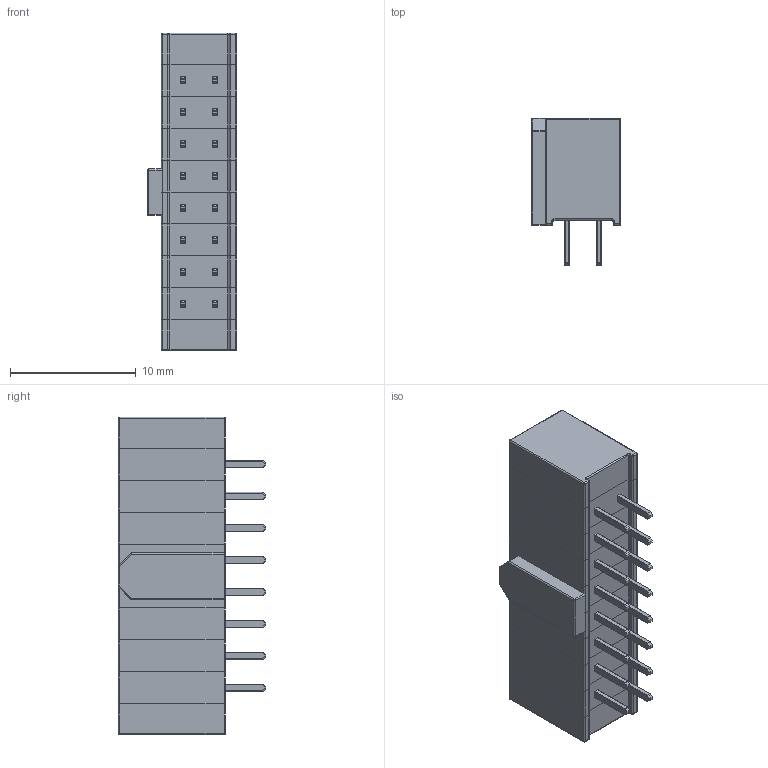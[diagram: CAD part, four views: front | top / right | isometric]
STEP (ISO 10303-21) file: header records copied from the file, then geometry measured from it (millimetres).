
FILE_DESCRIPTION (( 'STEP AP214' ), '1' );
FILE_NAME ('SFH11-xxPC-D08-ST-BK.STEP', '2018-08-02T18:07:04', ( '' ), ( '' ), 'SwSTEP 2.0', 'SolidWorks 2014', '' );
FILE_SCHEMA (( 'AUTOMOTIVE_DESIGN' ));
Length unit declared in the file: millimetre
Products named in the file (4): Polarizing Key; end; body section with ST gold pins; SFH11-xxPC-D08-ST-BK
Assembly tree (23 placements, depth 2):
  SFH11-xxPC-D08-ST-BK
    body section with ST gold pins  x20
    end  x2
    Polarizing Key
Bounding box: 7.1 x 11.7 x 25.24 mm (x, y, z)
Surface area: 4940.7 mm2
Topology: 63 solids, 63 shells, 3374 faces, 7498 edges, 3954 vertices
Faces by surface type: cylinder 1564, plane 908, sphere 498, bspline 400, torus 4
Entity records: 6342 total; most frequent: CARTESIAN_POINT 1330, DIRECTION 1086, ORIENTED_EDGE 952, EDGE_CURVE 476, AXIS2_PLACEMENT_3D 420, VERTEX_POINT 264, LINE 246, VECTOR 246
